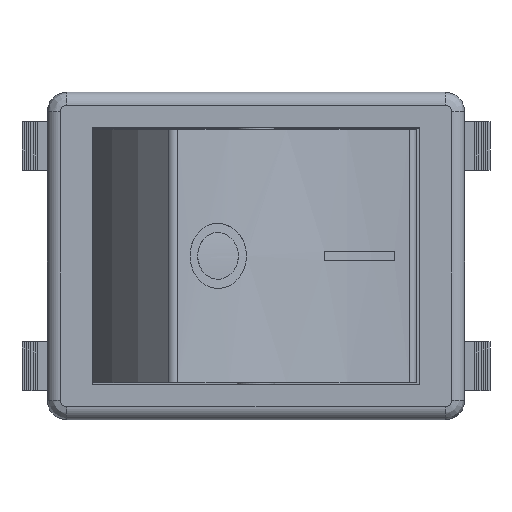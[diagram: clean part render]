
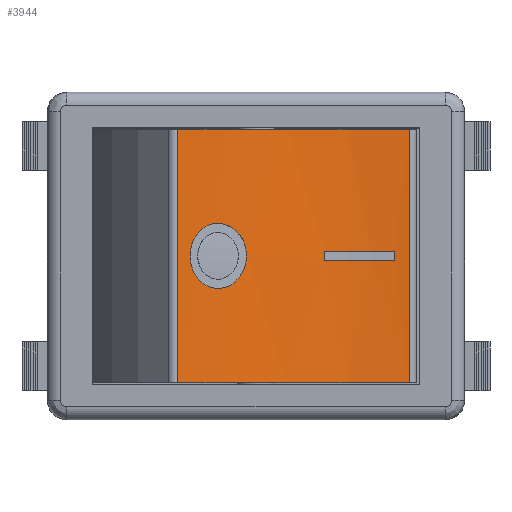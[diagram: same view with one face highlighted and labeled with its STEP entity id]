
A CAD part, top view. The second image highlights one B-rep face of the part: STEP entity #3944.
In plain terms, the highlighted cylindrical face has radius 28.263 mm (diameter 56.525 mm), a partial arc.
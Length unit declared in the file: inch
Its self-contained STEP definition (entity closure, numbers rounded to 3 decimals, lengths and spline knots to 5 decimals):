
#3347=CARTESIAN_POINT('',(-0.23733,0.38386,1.02292));
#3348=VERTEX_POINT('',#3347);
#3356=CARTESIAN_POINT('',(0.46555,0.38386,0.76709));
#3357=VERTEX_POINT('',#3356);
#3358=CARTESIAN_POINT('',(0.47254,0.38386,1.87978));
#3359=DIRECTION('',(0.0,1.0,0.0));
#3360=DIRECTION('',(0.65,0.0,0.76));
#3361=AXIS2_PLACEMENT_3D('',#3358,#3359,#3360);
#3362=CIRCLE('',#3361,1.1127);
#3363=EDGE_CURVE('',#3357,#3348,#3362,.T.);
#3521=CARTESIAN_POINT('',(-0.23733,-0.38386,1.02292));
#3522=VERTEX_POINT('',#3521);
#3530=CARTESIAN_POINT('',(-0.23733,-0.38386,1.02292));
#3531=DIRECTION('',(0.0,1.0,0.0));
#3532=VECTOR('',#3531,0.76772);
#3533=LINE('',#3530,#3532);
#3534=EDGE_CURVE('',#3522,#3348,#3533,.T.);
#3546=CARTESIAN_POINT('',(0.46555,-0.38386,0.76709));
#3547=VERTEX_POINT('',#3546);
#3564=CARTESIAN_POINT('',(0.46555,0.38386,0.76709));
#3565=DIRECTION('',(0.0,-1.0,0.0));
#3566=VECTOR('',#3565,0.76772);
#3567=LINE('',#3564,#3566);
#3568=EDGE_CURVE('',#3357,#3547,#3567,.T.);
#3603=CARTESIAN_POINT('',(-0.02889,0.,0.88624));
#3604=VERTEX_POINT('',#3603);
#3737=CARTESIAN_POINT('',(-0.02882,0.,0.88643));
#3738=CARTESIAN_POINT('',(-0.02882,-0.01234,0.88643));
#3739=CARTESIAN_POINT('',(-0.03104,-0.0255,0.88754));
#3740=CARTESIAN_POINT('',(-0.04001,-0.04969,0.89214));
#3741=CARTESIAN_POINT('',(-0.04675,-0.06072,0.89564));
#3742=CARTESIAN_POINT('',(-0.0623,-0.07828,0.904));
#3743=CARTESIAN_POINT('',(-0.07219,-0.08591,0.90945));
#3744=CARTESIAN_POINT('',(-0.0936,-0.09598,0.92178));
#3745=CARTESIAN_POINT('',(-0.10511,-0.09843,0.92868));
#3746=CARTESIAN_POINT('',(-0.12659,-0.09843,0.94206));
#3747=CARTESIAN_POINT('',(-0.13801,-0.09591,0.94946));
#3748=CARTESIAN_POINT('',(-0.15886,-0.08573,0.96347));
#3749=CARTESIAN_POINT('',(-0.16828,-0.07807,0.97008));
#3750=CARTESIAN_POINT('',(-0.1829,-0.06054,0.98056));
#3751=CARTESIAN_POINT('',(-0.18916,-0.04959,0.98518));
#3752=CARTESIAN_POINT('',(-0.19747,-0.0255,0.99139));
#3753=CARTESIAN_POINT('',(-0.19953,-0.01236,0.99296));
#3754=CARTESIAN_POINT('',(-0.19953,0.01236,0.99296));
#3755=CARTESIAN_POINT('',(-0.19747,0.0255,0.99139));
#3756=CARTESIAN_POINT('',(-0.18916,0.04959,0.98518));
#3757=CARTESIAN_POINT('',(-0.1829,0.06054,0.98056));
#3758=CARTESIAN_POINT('',(-0.16828,0.07807,0.97008));
#3759=CARTESIAN_POINT('',(-0.15886,0.08573,0.96347));
#3760=CARTESIAN_POINT('',(-0.13801,0.09591,0.94946));
#3761=CARTESIAN_POINT('',(-0.12659,0.09843,0.94206));
#3762=CARTESIAN_POINT('',(-0.10511,0.09843,0.92868));
#3763=CARTESIAN_POINT('',(-0.0936,0.09598,0.92178));
#3764=CARTESIAN_POINT('',(-0.07219,0.08591,0.90945));
#3765=CARTESIAN_POINT('',(-0.0623,0.07828,0.904));
#3766=CARTESIAN_POINT('',(-0.04675,0.06072,0.89564));
#3767=CARTESIAN_POINT('',(-0.04001,0.04969,0.89214));
#3768=CARTESIAN_POINT('',(-0.03104,0.0255,0.88754));
#3769=CARTESIAN_POINT('',(-0.02882,0.01234,0.88643));
#3770=CARTESIAN_POINT('',(-0.02882,0.,0.88643));
#3771=B_SPLINE_CURVE_WITH_KNOTS('',3,(#3737,#3738,#3739,#3740,#3741,#3742,#3743,#3744,#3745,#3746,#3747,#3748,#3749,#3750,#3751,#3752,#3753,#3754,#3755,#3756,#3757,#3758,#3759,#3760,#3761,#3762,#3763,#3764,#3765,#3766,#3767,#3768,#3769,#3770),.UNSPECIFIED.,.T.,.U.,(4,2,2,2,2,2,2,2,2,2,2,2,2,2,2,2,4),(-0.60017,-0.56314,-0.52612,-0.48844,-0.45076,-0.41251,-0.37426,-0.33717,-0.30009,-0.263,-0.22591,-0.18766,-0.14942,-0.11174,-0.07405,-0.03703,0.0),.UNSPECIFIED.);
#3772=EDGE_CURVE('',#3604,#3604,#3771,.T.);
#3783=CARTESIAN_POINT('',(0.41841,-0.01378,0.76839));
#3784=VERTEX_POINT('',#3783);
#3785=CARTESIAN_POINT('',(0.20753,-0.01378,0.79909));
#3786=VERTEX_POINT('',#3785);
#3787=CARTESIAN_POINT('',(0.47254,-0.01378,1.87978));
#3788=DIRECTION('',(0.0,1.0,0.0));
#3789=DIRECTION('',(0.65,0.0,0.76));
#3790=AXIS2_PLACEMENT_3D('',#3787,#3788,#3789);
#3791=CIRCLE('',#3790,1.1127);
#3792=EDGE_CURVE('',#3784,#3786,#3791,.T.);
#3825=CARTESIAN_POINT('',(0.20753,0.01378,0.79909));
#3826=VERTEX_POINT('',#3825);
#3827=CARTESIAN_POINT('',(0.20753,-0.01378,0.79909));
#3828=DIRECTION('',(0.0,1.0,0.0));
#3829=VECTOR('',#3828,0.02756);
#3830=LINE('',#3827,#3829);
#3831=EDGE_CURVE('',#3786,#3826,#3830,.T.);
#3856=CARTESIAN_POINT('',(0.41841,0.01378,0.76839));
#3857=VERTEX_POINT('',#3856);
#3858=CARTESIAN_POINT('',(0.41841,0.01378,0.76839));
#3859=DIRECTION('',(0.0,-1.0,0.0));
#3860=VECTOR('',#3859,0.02756);
#3861=LINE('',#3858,#3860);
#3862=EDGE_CURVE('',#3857,#3784,#3861,.T.);
#3887=CARTESIAN_POINT('',(0.47254,0.01378,1.87978));
#3888=DIRECTION('',(0.0,-1.0,0.0));
#3889=DIRECTION('',(0.65,0.0,0.76));
#3890=AXIS2_PLACEMENT_3D('',#3887,#3888,#3889);
#3891=CIRCLE('',#3890,1.1127);
#3892=EDGE_CURVE('',#3826,#3857,#3891,.T.);
#3918=CARTESIAN_POINT('',(0.47254,0.42224,1.87978));
#3919=DIRECTION('',(0.0,-1.0,0.0));
#3920=DIRECTION('',(0.65,0.0,0.76));
#3921=AXIS2_PLACEMENT_3D('',#3918,#3919,#3920);
#3922=CYLINDRICAL_SURFACE('',#3921,1.1127);
#3923=ORIENTED_EDGE('',*,*,#3534,.F.);
#3924=CARTESIAN_POINT('',(0.47254,-0.38386,1.87978));
#3925=DIRECTION('',(0.0,-1.0,0.0));
#3926=DIRECTION('',(0.65,0.0,0.76));
#3927=AXIS2_PLACEMENT_3D('',#3924,#3925,#3926);
#3928=CIRCLE('',#3927,1.1127);
#3929=EDGE_CURVE('',#3522,#3547,#3928,.T.);
#3930=ORIENTED_EDGE('',*,*,#3929,.T.);
#3931=ORIENTED_EDGE('',*,*,#3568,.F.);
#3932=ORIENTED_EDGE('',*,*,#3363,.T.);
#3933=EDGE_LOOP('',(#3923,#3930,#3931,#3932));
#3934=FACE_OUTER_BOUND('',#3933,.T.);
#3935=ORIENTED_EDGE('',*,*,#3792,.T.);
#3936=ORIENTED_EDGE('',*,*,#3831,.T.);
#3937=ORIENTED_EDGE('',*,*,#3892,.T.);
#3938=ORIENTED_EDGE('',*,*,#3862,.T.);
#3939=EDGE_LOOP('',(#3935,#3936,#3937,#3938));
#3940=FACE_BOUND('',#3939,.T.);
#3941=ORIENTED_EDGE('',*,*,#3772,.T.);
#3942=EDGE_LOOP('',(#3941));
#3943=FACE_BOUND('',#3942,.T.);
#3944=ADVANCED_FACE('',(#3934,#3940,#3943),#3922,.F.);
